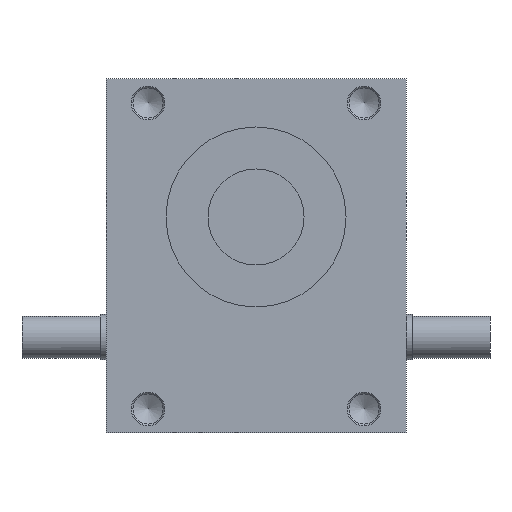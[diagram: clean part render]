
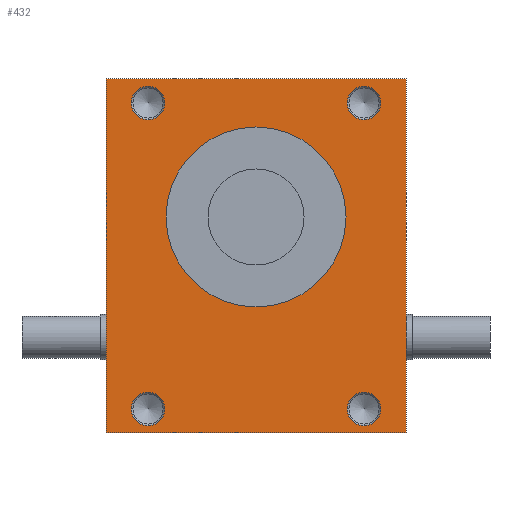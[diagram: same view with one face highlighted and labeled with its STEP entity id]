
A CAD part, front view. The second image highlights one B-rep face of the part: STEP entity #432.
In plain terms, the highlighted planar face has unit normal (0, -1, 0).
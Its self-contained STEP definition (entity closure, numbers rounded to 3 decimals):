
#432 = ADVANCED_FACE( '', ( #944, #945, #946, #947, #948, #949 ), #950, .F. );
#944 = FACE_BOUND( '', #1571, .T. );
#945 = FACE_BOUND( '', #1572, .T. );
#946 = FACE_BOUND( '', #1573, .T. );
#947 = FACE_BOUND( '', #1574, .T. );
#948 = FACE_BOUND( '', #1575, .T. );
#949 = FACE_OUTER_BOUND( '', #1576, .T. );
#950 = PLANE( '', #1577 );
#1571 = EDGE_LOOP( '', ( #2458 ) );
#1572 = EDGE_LOOP( '', ( #2459 ) );
#1573 = EDGE_LOOP( '', ( #2460 ) );
#1574 = EDGE_LOOP( '', ( #2461 ) );
#1575 = EDGE_LOOP( '', ( #2462 ) );
#1576 = EDGE_LOOP( '', ( #2463, #2464, #2465, #2466 ) );
#1577 = AXIS2_PLACEMENT_3D( '', #2467, #2468, #2469 );
#2458 = ORIENTED_EDGE( '', *, *, #3491, .F. );
#2459 = ORIENTED_EDGE( '', *, *, #3681, .F. );
#2460 = ORIENTED_EDGE( '', *, *, #3532, .F. );
#2461 = ORIENTED_EDGE( '', *, *, #3494, .F. );
#2462 = ORIENTED_EDGE( '', *, *, #3682, .T. );
#2463 = ORIENTED_EDGE( '', *, *, #3559, .T. );
#2464 = ORIENTED_EDGE( '', *, *, #3683, .F. );
#2465 = ORIENTED_EDGE( '', *, *, #3604, .F. );
#2466 = ORIENTED_EDGE( '', *, *, #3674, .T. );
#2467 = CARTESIAN_POINT( '', ( -250., -185., 295. ) );
#2468 = DIRECTION( '', ( 0., 1., 0. ) );
#2469 = DIRECTION( '', ( 0., 0., 1. ) );
#3491 = EDGE_CURVE( '', #4125, #4125, #4126, .T. );
#3494 = EDGE_CURVE( '', #4130, #4130, #4131, .T. );
#3532 = EDGE_CURVE( '', #4194, #4194, #4195, .T. );
#3559 = EDGE_CURVE( '', #4234, #4238, #4240, .T. );
#3604 = EDGE_CURVE( '', #4308, #4310, #4311, .T. );
#3674 = EDGE_CURVE( '', #4308, #4234, #4421, .T. );
#3681 = EDGE_CURVE( '', #4428, #4428, #4429, .T. );
#3682 = EDGE_CURVE( '', #4430, #4430, #4431, .T. );
#3683 = EDGE_CURVE( '', #4310, #4238, #4432, .T. );
#4125 = VERTEX_POINT( '', #5045 );
#4126 = CIRCLE( '', #5046, 28. );
#4130 = VERTEX_POINT( '', #5050 );
#4131 = CIRCLE( '', #5051, 28. );
#4194 = VERTEX_POINT( '', #5130 );
#4195 = CIRCLE( '', #5131, 28. );
#4234 = VERTEX_POINT( '', #5176 );
#4238 = VERTEX_POINT( '', #5182 );
#4240 = LINE( '', #5185, #5186 );
#4308 = VERTEX_POINT( '', #5269 );
#4310 = VERTEX_POINT( '', #5272 );
#4311 = LINE( '', #5273, #5274 );
#4421 = LINE( '', #5416, #5417 );
#4428 = VERTEX_POINT( '', #5425 );
#4429 = CIRCLE( '', #5426, 28. );
#4430 = VERTEX_POINT( '', #5427 );
#4431 = CIRCLE( '', #5428, 150. );
#4432 = LINE( '', #5429, #5430 );
#5045 = CARTESIAN_POINT( '', ( -180., -185., -283. ) );
#5046 = AXIS2_PLACEMENT_3D( '', #6097, #6098, #6099 );
#5050 = CARTESIAN_POINT( '', ( 180., -185., -283. ) );
#5051 = AXIS2_PLACEMENT_3D( '', #6103, #6104, #6105 );
#5130 = CARTESIAN_POINT( '', ( 180., -185., 227. ) );
#5131 = AXIS2_PLACEMENT_3D( '', #6152, #6153, #6154 );
#5176 = CARTESIAN_POINT( '', ( -250., -185., -295. ) );
#5182 = CARTESIAN_POINT( '', ( 250., -185., -295. ) );
#5185 = CARTESIAN_POINT( '', ( -250., -185., -295. ) );
#5186 = VECTOR( '', #6194, 1000. );
#5269 = CARTESIAN_POINT( '', ( -250., -185., 295. ) );
#5272 = CARTESIAN_POINT( '', ( 250., -185., 295. ) );
#5273 = CARTESIAN_POINT( '', ( -250., -185., 295. ) );
#5274 = VECTOR( '', #6244, 1000. );
#5416 = CARTESIAN_POINT( '', ( -250., -185., 295. ) );
#5417 = VECTOR( '', #6334, 1000. );
#5425 = CARTESIAN_POINT( '', ( -180., -185., 227. ) );
#5426 = AXIS2_PLACEMENT_3D( '', #6339, #6340, #6341 );
#5427 = CARTESIAN_POINT( '', ( 150., -185., 65. ) );
#5428 = AXIS2_PLACEMENT_3D( '', #6342, #6343, #6344 );
#5429 = CARTESIAN_POINT( '', ( 250., -185., 295. ) );
#5430 = VECTOR( '', #6345, 1000. );
#6097 = CARTESIAN_POINT( '', ( -180., -185., -255. ) );
#6098 = DIRECTION( '', ( 0., -1., 0. ) );
#6099 = DIRECTION( '', ( 0., 0., -1. ) );
#6103 = CARTESIAN_POINT( '', ( 180., -185., -255. ) );
#6104 = DIRECTION( '', ( 0., -1., 0. ) );
#6105 = DIRECTION( '', ( 0., 0., -1. ) );
#6152 = CARTESIAN_POINT( '', ( 180., -185., 255. ) );
#6153 = DIRECTION( '', ( 0., -1., 0. ) );
#6154 = DIRECTION( '', ( 0., 0., -1. ) );
#6194 = DIRECTION( '', ( 1., 0., 0. ) );
#6244 = DIRECTION( '', ( 1., 0., 0. ) );
#6334 = DIRECTION( '', ( 0., 0., -1. ) );
#6339 = CARTESIAN_POINT( '', ( -180., -185., 255. ) );
#6340 = DIRECTION( '', ( 0., -1., 0. ) );
#6341 = DIRECTION( '', ( 0., 0., -1. ) );
#6342 = CARTESIAN_POINT( '', ( 0., -185., 65. ) );
#6343 = DIRECTION( '', ( 0., 1., 0. ) );
#6344 = DIRECTION( '', ( 1., 0., 0. ) );
#6345 = DIRECTION( '', ( 0., 0., -1. ) );
